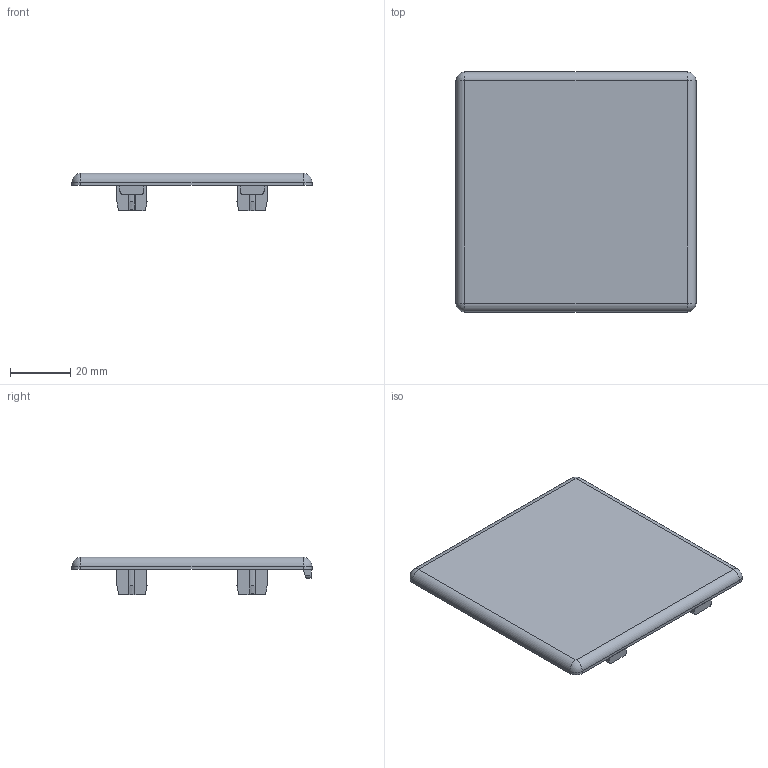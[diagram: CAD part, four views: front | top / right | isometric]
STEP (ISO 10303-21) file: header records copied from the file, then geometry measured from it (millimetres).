
FILE_DESCRIPTION(/* description */ ('Záslepka 80x80, řada 40-10'),/* implementation_level */ '2;1');
FILE_NAME(/* name */ '228080.10.stp',/* time_stamp */ '2024-01-16T17:37:45+01:00',/* author */ ('aluteckkpl_kk'),/* organization */ (''),/* preprocessor_version */ 'ST-DEVELOPER v18.1',/* originating_system */ 'Autodesk Inventor 2021',/* authorisation */ '');
FILE_SCHEMA (('AUTOMOTIVE_DESIGN { 1 0 10303 214 3 1 1 }'));
Length unit declared in the file: millimetre
Products named in the file (1): 228080.10
Bounding box: 80 x 80 x 12.5 mm (x, y, z)
Volume: 20957.7 mm3; surface area: 15510.4 mm2
Topology: 1 solids, 1 shells, 114 faces, 303 edges, 196 vertices
Faces by surface type: plane 57, cylinder 33, cone 16, torus 4, sphere 4
Entity records: 3592 total; most frequent: CARTESIAN_POINT 750, ORIENTED_EDGE 606, DIRECTION 577, EDGE_CURVE 303, AXIS2_PLACEMENT_3D 199, VERTEX_POINT 196, LINE 179, VECTOR 179
